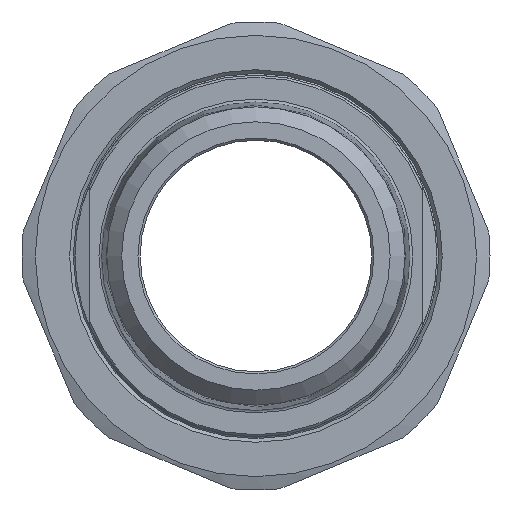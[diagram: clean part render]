
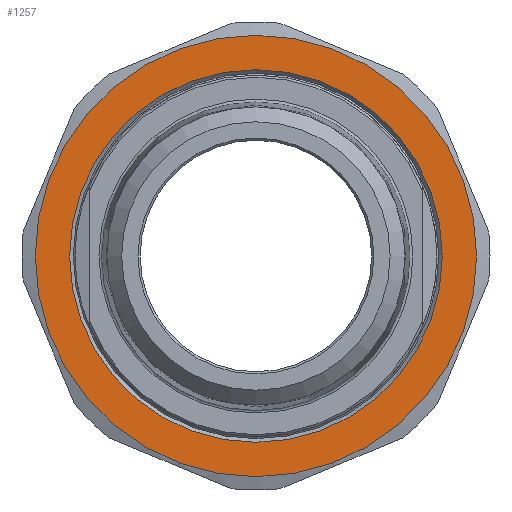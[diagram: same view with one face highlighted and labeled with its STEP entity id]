
A CAD part, left-side view. The second image highlights one B-rep face of the part: STEP entity #1257.
In plain terms, the highlighted planar face has unit normal (-1, 0, 0).
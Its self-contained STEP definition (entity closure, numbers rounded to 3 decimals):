
#40=FACE_BOUND('',#237,.T.);
#112=PLANE('',#1438);
#157=FACE_OUTER_BOUND('',#236,.T.);
#236=EDGE_LOOP('',(#956));
#237=EDGE_LOOP('',(#957));
#444=CIRCLE('',#1417,30.5);
#455=CIRCLE('',#1437,25.75);
#562=VERTEX_POINT('',#2149);
#571=VERTEX_POINT('',#2181);
#705=EDGE_CURVE('',#562,#562,#444,.T.);
#718=EDGE_CURVE('',#571,#571,#455,.T.);
#956=ORIENTED_EDGE('',*,*,#705,.T.);
#957=ORIENTED_EDGE('',*,*,#718,.F.);
#1257=ADVANCED_FACE('',(#157,#40),#112,.F.);
#1417=AXIS2_PLACEMENT_3D('',#2151,#1658,#1659);
#1437=AXIS2_PLACEMENT_3D('',#2182,#1700,#1701);
#1438=AXIS2_PLACEMENT_3D('',#2184,#1703,#1704);
#1658=DIRECTION('center_axis',(-1.,0.,0.));
#1659=DIRECTION('ref_axis',(0.,1.,0.));
#1700=DIRECTION('center_axis',(-1.,0.,0.));
#1701=DIRECTION('ref_axis',(0.,-1.,0.));
#1703=DIRECTION('center_axis',(1.,0.,0.));
#1704=DIRECTION('ref_axis',(0.,0.,-1.));
#2149=CARTESIAN_POINT('',(-20.,-30.5,0.));
#2151=CARTESIAN_POINT('Origin',(-20.,0.,0.));
#2181=CARTESIAN_POINT('',(-20.,25.75,0.));
#2182=CARTESIAN_POINT('Origin',(-20.,0.,0.));
#2184=CARTESIAN_POINT('Origin',(-20.,0.,0.));
